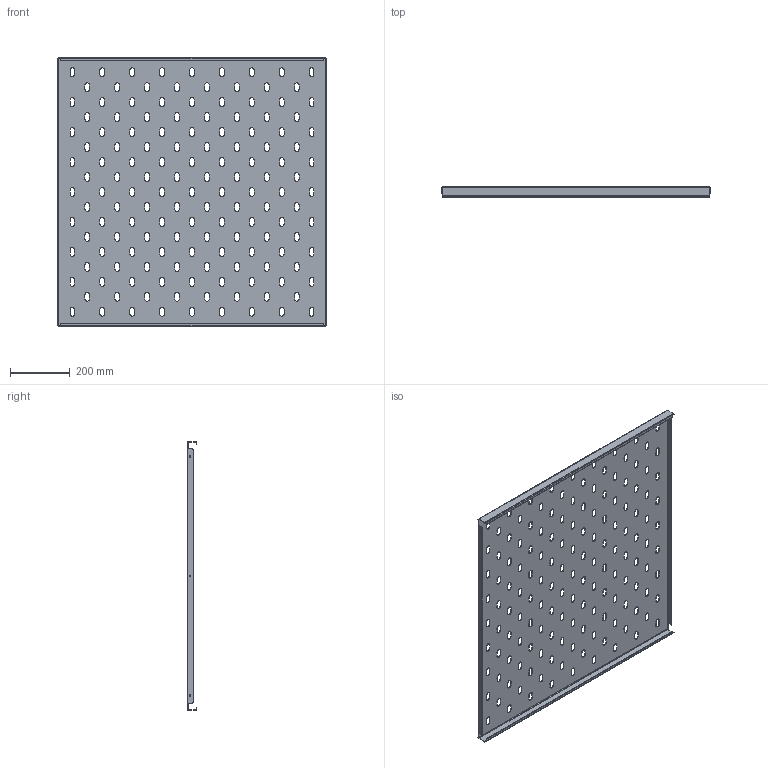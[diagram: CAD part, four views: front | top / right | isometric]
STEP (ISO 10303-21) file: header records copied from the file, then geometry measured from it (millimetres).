
FILE_DESCRIPTION (( 'STEP AP214' ), '1' );
FILE_NAME ('945.100.STEP', '2024-10-04T09:03:34', ( '' ), ( '' ), 'SwSTEP 2.0', 'SolidWorks 2021', '' );
FILE_SCHEMA (( 'AUTOMOTIVE_DESIGN' ));
Length unit declared in the file: millimetre
Products named in the file (1): 945.100
Bounding box: 898 x 33 x 898 mm (x, y, z)
Volume: 1268606.3 mm3; surface area: 1714095.7 mm2
Topology: 1 solids, 1 shells, 823 faces, 2423 edges, 1602 vertices
Faces by surface type: cylinder 483, plane 340
Entity records: 28393 total; most frequent: DIRECTION 5029, CARTESIAN_POINT 4897, ORIENTED_EDGE 4846, EDGE_CURVE 2423, AXIS2_PLACEMENT_3D 1790, VERTEX_POINT 1602, VECTOR 1449, LINE 1449
